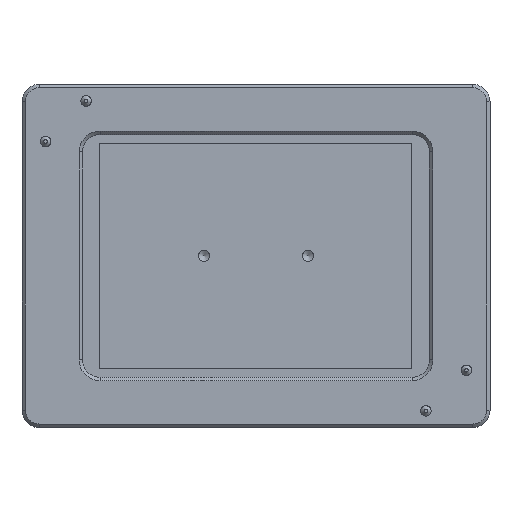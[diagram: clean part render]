
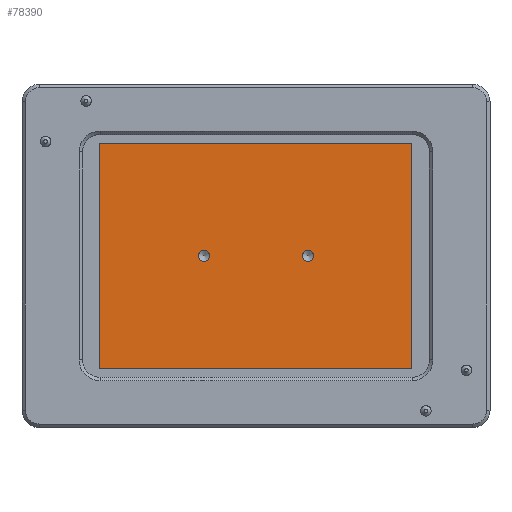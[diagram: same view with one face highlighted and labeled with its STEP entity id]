
A CAD part, top view. The second image highlights one B-rep face of the part: STEP entity #78390.
In plain terms, the highlighted face is planar.
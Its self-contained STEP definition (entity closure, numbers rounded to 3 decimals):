
#6156=CIRCLE('',#118459,1.621);
#6157=CIRCLE('',#118460,1.621);
#27724=ORIENTED_EDGE('',*,*,#39348,.T.);
#27725=ORIENTED_EDGE('',*,*,#39349,.T.);
#27726=ORIENTED_EDGE('',*,*,#39337,.F.);
#27727=ORIENTED_EDGE('',*,*,#39046,.F.);
#27728=ORIENTED_EDGE('',*,*,#39346,.F.);
#27729=ORIENTED_EDGE('',*,*,#39340,.F.);
#39046=EDGE_CURVE('',#46183,#46184,#53587,.T.);
#39337=EDGE_CURVE('',#46184,#46433,#53671,.T.);
#39340=EDGE_CURVE('',#46433,#46435,#53674,.T.);
#39346=EDGE_CURVE('',#46435,#46183,#53680,.T.);
#39348=EDGE_CURVE('',#46439,#46439,#6156,.T.);
#39349=EDGE_CURVE('',#46440,#46440,#6157,.T.);
#46183=VERTEX_POINT('',#166724);
#46184=VERTEX_POINT('',#166725);
#46433=VERTEX_POINT('',#167569);
#46435=VERTEX_POINT('',#167575);
#46439=VERTEX_POINT('',#167589);
#46440=VERTEX_POINT('',#167591);
#53587=LINE('',#166723,#60704);
#53671=LINE('',#167568,#60788);
#53674=LINE('',#167574,#60791);
#53680=LINE('',#167585,#60797);
#60704=VECTOR('',#140743,1000.);
#60788=VECTOR('',#141579,1000.);
#60791=VECTOR('',#141584,1000.);
#60797=VECTOR('',#141592,1000.);
#65751=EDGE_LOOP('',(#27724));
#65752=EDGE_LOOP('',(#27725));
#65753=EDGE_LOOP('',(#27726,#27727,#27728,#27729));
#71050=FACE_BOUND('',#65751,.T.);
#71051=FACE_BOUND('',#65752,.T.);
#71052=FACE_BOUND('',#65753,.T.);
#73804=PLANE('',#118458);
#78390=ADVANCED_FACE('',(#71050,#71051,#71052),#73804,.F.);
#118458=AXIS2_PLACEMENT_3D('',#167587,#141594,#141595);
#118459=AXIS2_PLACEMENT_3D('',#167588,#141596,#141597);
#118460=AXIS2_PLACEMENT_3D('',#167590,#141598,#141599);
#140743=DIRECTION('',(-1.,0.,0.));
#141579=DIRECTION('',(0.,-1.,0.));
#141584=DIRECTION('',(1.,0.,0.));
#141592=DIRECTION('',(0.,1.,0.));
#141594=DIRECTION('',(0.,0.,1.));
#141595=DIRECTION('',(1.,0.,0.));
#141596=DIRECTION('',(0.,0.,1.));
#141597=DIRECTION('',(0.,1.,0.));
#141598=DIRECTION('',(0.,0.,1.));
#141599=DIRECTION('',(0.,1.,0.));
#166723=CARTESIAN_POINT('',(45.,32.5,0.));
#166724=CARTESIAN_POINT('',(45.,32.5,0.));
#166725=CARTESIAN_POINT('',(-45.,32.5,0.));
#167568=CARTESIAN_POINT('',(-45.,32.5,0.));
#167569=CARTESIAN_POINT('',(-45.,-32.5,0.));
#167574=CARTESIAN_POINT('',(-45.,-32.5,0.));
#167575=CARTESIAN_POINT('',(45.,-32.5,0.));
#167585=CARTESIAN_POINT('',(45.,-32.5,0.));
#167587=CARTESIAN_POINT('',(-45.,-32.5,0.));
#167588=CARTESIAN_POINT('',(15.,0.,0.));
#167589=CARTESIAN_POINT('',(15.,1.621,0.));
#167590=CARTESIAN_POINT('',(-15.,0.,0.));
#167591=CARTESIAN_POINT('',(-15.,1.621,0.));
